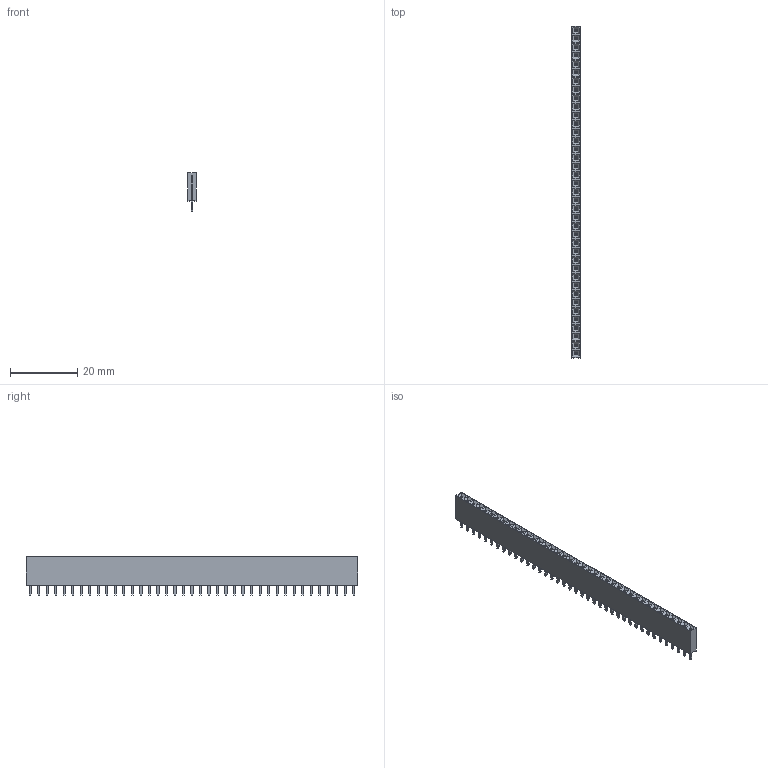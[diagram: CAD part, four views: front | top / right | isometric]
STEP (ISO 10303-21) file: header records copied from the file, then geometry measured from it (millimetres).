
FILE_DESCRIPTION(('FreeCAD Model'),'2;1');
FILE_NAME('Open CASCADE Shape Model','2023-05-12T03:20:41',( 'kicad StepUp'),('ksu MCAD'),'Open CASCADE STEP processor 7.6', 'FreeCAD','Unknown');
FILE_SCHEMA(('AUTOMOTIVE_DESIGN { 1 0 10303 214 1 1 1 1 }'));
Length unit declared in the file: millimetre
Products named in the file (41): Female_Header_1x39_P2.54_H8.5_straight; Pin_One038; Epoxy_Body038; Body792; Body793; Body794; Body795; Body796; Body797; Body798; Body799; Body800; Body789; Body801; Body802; Body803; Body804; Body805; Body806; Body807; Body808; Body809; Body810; Body811; Body812; Body813; Body814; Body815; Body816; Body817; Body818; Body819; Body820; Body821; Body822; Body823; Body824; Body825; Body826; Body827 ...
Assembly tree (40 placements, depth 2):
  Female_Header_1x39_P2.54_H8.5_straight
    Pin_One038
    Epoxy_Body038
    Body792
    Body793
    Body794
    Body795
    Body796
    Body797
    Body798
    Body799
    Body800
    Body789
    Body801
    Body802
    Body803
    Body804
    Body805
    Body806
    Body807
    Body808
    Body809
    Body810
    Body811
    Body812
    Body813
    Body814
    Body815
    Body816
    Body817
    Body818
    Body819
    Body820
    Body821
    Body822
    Body823
    Body824
    Body825
    Body826
    Body827
    Body828
Bounding box: 2.5 x 99.06 x 11.5 mm (x, y, z)
Volume: 1821.7 mm3; surface area: 5268 mm2
Topology: 40 solids, 40 shells, 1572 faces, 4398 edges, 2906 vertices
Faces by surface type: plane 1141, cylinder 275, bspline 156
Entity records: 51021 total; most frequent: CARTESIAN_POINT 9541, ORIENTED_EDGE 8796, DIRECTION 7784, EDGE_CURVE 4398, LINE 3614, VECTOR 3614, VERTEX_POINT 2906, AXIS2_PLACEMENT_3D 2085
